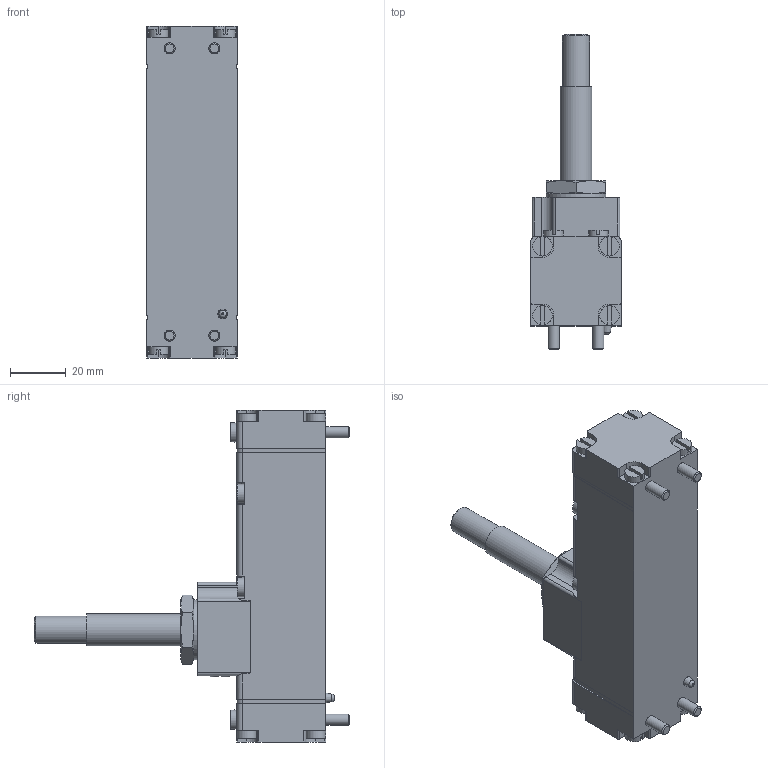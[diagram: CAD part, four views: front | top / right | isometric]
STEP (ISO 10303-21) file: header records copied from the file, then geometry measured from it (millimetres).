
FILE_DESCRIPTION(/* description */ ('STEP AP214'),/* implementation_level */ '2;1');
FILE_NAME(/* name */ '5960_CM-5_2-1_4-CH',/* time_stamp */ '2024-08-05T18:31:24+02:00',/* author */ ('License CC BY-ND 4.0'),/* organization */ ('CADENAS'),/* preprocessor_version */ 'ST-DEVELOPER v19.3',/* originating_system */ 'PARTsolutions',/* authorisation */ ' ');
FILE_SCHEMA (('AUTOMOTIVE_DESIGN {1 0 10303 214 3 1 1}'));
Length unit declared in the file: millimetre
Products named in the file (1): 5960 CM-5/2-1/4-CH
Bounding box: 32.4 x 113 x 119 mm (x, y, z)
Volume: 140995.7 mm3; surface area: 23199 mm2
Topology: 1 solids, 1 shells, 265 faces, 694 edges, 457 vertices
Faces by surface type: plane 169, cylinder 75, cone 20, torus 1
Full cylindrical faces by diameter (mm): 3 x1, 4 x4, 7 x16, 7.5 x1, 9.728 x1, 11.4 x1, 21.5 x1
Entity records: 7880 total; most frequent: CARTESIAN_POINT 1443, DIRECTION 1364, ORIENTED_EDGE 1278, EDGE_CURVE 639, AXIS2_PLACEMENT_3D 491, VERTEX_POINT 434, LINE 382, VECTOR 382
